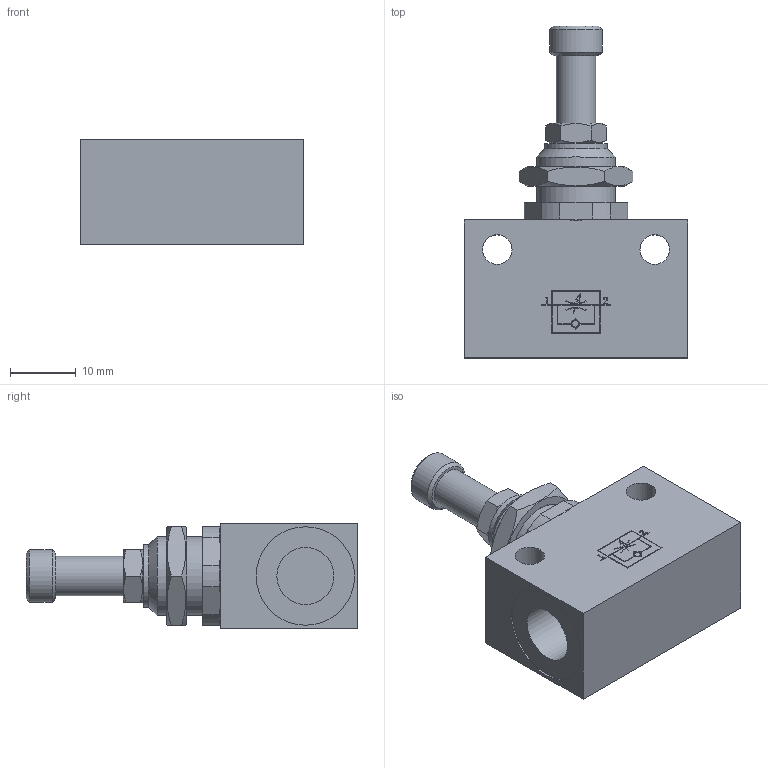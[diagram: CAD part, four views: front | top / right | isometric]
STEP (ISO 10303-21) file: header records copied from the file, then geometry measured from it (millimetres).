
FILE_DESCRIPTION( ( 'STEP AP214' ), '1' );
FILE_NAME( 'psolqas_6080_34.stp', '2020-12-10T08:55:13', ( 'License CC BY-ND 4.0' ), ( 'CADENAS' ), ' ', 'PARTsolutions', ' ' );
FILE_SCHEMA( ( 'AUTOMOTIVE_DESIGN { 1 0 10303 214 1 1 1 1 }' ) );
Length unit declared in the file: metre
Products named in the file (1): NONE
Bounding box: 34 x 50.56 x 16 mm (x, y, z)
Volume: 12108.1 mm3; surface area: 5399.6 mm2
Topology: 1 solids, 5 shells, 185 faces, 464 edges, 310 vertices
Faces by surface type: plane 127, cylinder 45, cone 13
Full cylindrical faces by diameter (mm): 1.025 x1, 4.5 x2, 6 x1, 8 x1, 8.7 x2, 9.5 x1, 12 x2, 15 x2
Entity records: 7441 total; most frequent: CARTESIAN_POINT 1624, ORIENTED_EDGE 878, DIRECTION 843, EDGE_CURVE 439, VERTEX_POINT 308, LINE 293, VECTOR 293, AXIS2_PLACEMENT_3D 275
